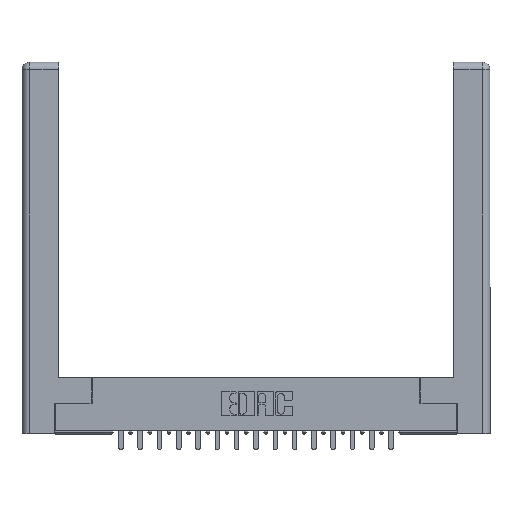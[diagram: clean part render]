
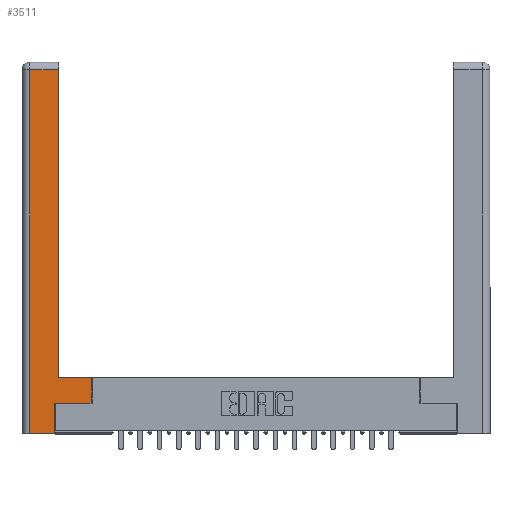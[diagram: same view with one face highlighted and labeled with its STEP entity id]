
A CAD part, top view. The second image highlights one B-rep face of the part: STEP entity #3511.
In plain terms, the highlighted planar face has unit normal (0, 0, 1).
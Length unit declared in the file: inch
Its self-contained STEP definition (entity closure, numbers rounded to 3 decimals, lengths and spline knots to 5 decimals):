
#701 = LINE ( 'NONE', #11570, #18988 ) ;
#755 = VERTEX_POINT ( 'NONE', #13095 ) ;
#1004 = EDGE_CURVE ( 'NONE', #1347, #755, #8080, .T. ) ;
#1282 = EDGE_CURVE ( 'NONE', #2617, #18500, #10905, .T. ) ;
#1310 = VECTOR ( 'NONE', #7556, 39.37008 ) ;
#1347 = VERTEX_POINT ( 'NONE', #3072 ) ;
#1354 = DIRECTION ( 'NONE',  ( -1., 0., 0. ) ) ;
#1369 = CARTESIAN_POINT ( 'NONE',  ( 0.565, 0.45, 0. ) ) ;
#1381 = VECTOR ( 'NONE', #3121, 39.37008 ) ;
#2045 = ORIENTED_EDGE ( 'NONE', *, *, #9078, .T. ) ;
#2475 = VECTOR ( 'NONE', #4239, 39.37008 ) ;
#2498 = DIRECTION ( 'NONE',  ( 0., 1., 0. ) ) ;
#2617 = VERTEX_POINT ( 'NONE', #17111 ) ;
#2780 = CARTESIAN_POINT ( 'NONE',  ( 0.265, 0.245, 0. ) ) ;
#2885 = CARTESIAN_POINT ( 'NONE',  ( 0.295, 0.45, 0. ) ) ;
#3072 = CARTESIAN_POINT ( 'NONE',  ( 0.265, 0.245, 0. ) ) ;
#3121 = DIRECTION ( 'NONE',  ( 0., 1., 0. ) ) ;
#3240 = EDGE_CURVE ( 'NONE', #15484, #11771, #701, .T. ) ;
#3511 = ADVANCED_FACE ( 'NONE', ( #11358 ), #14203, .F. ) ;
#4239 = DIRECTION ( 'NONE',  ( 1., 0., 0. ) ) ;
#4591 = EDGE_CURVE ( 'NONE', #18500, #15484, #5783, .T. ) ;
#4757 = CARTESIAN_POINT ( 'NONE',  ( 0., 0., 0. ) ) ;
#5023 = ORIENTED_EDGE ( 'NONE', *, *, #1282, .T. ) ;
#5783 = LINE ( 'NONE', #15521, #1381 ) ;
#6486 = VECTOR ( 'NONE', #19235, 39.37008 ) ;
#6596 = ORIENTED_EDGE ( 'NONE', *, *, #7841, .T. ) ;
#6643 = ORIENTED_EDGE ( 'NONE', *, *, #4591, .T. ) ;
#7556 = DIRECTION ( 'NONE',  ( 0., 1., 0. ) ) ;
#7580 = LINE ( 'NONE', #13766, #2475 ) ;
#7841 = EDGE_CURVE ( 'NONE', #755, #2617, #16694, .T. ) ;
#7966 = AXIS2_PLACEMENT_3D ( 'NONE', #4757, #17543, #10957 ) ;
#8080 = LINE ( 'NONE', #9802, #6486 ) ;
#9078 = EDGE_CURVE ( 'NONE', #17929, #10086, #7580, .T. ) ;
#9802 = CARTESIAN_POINT ( 'NONE',  ( 0.565, 0.245, 0. ) ) ;
#10086 = VERTEX_POINT ( 'NONE', #19167 ) ;
#10905 = LINE ( 'NONE', #2885, #19401 ) ;
#10957 = DIRECTION ( 'NONE',  ( -1., 0., 0. ) ) ;
#11358 = FACE_OUTER_BOUND ( 'NONE', #13045, .T. ) ;
#11570 = CARTESIAN_POINT ( 'NONE',  ( 0.0615, 2.94, 0. ) ) ;
#11771 = VERTEX_POINT ( 'NONE', #14581 ) ;
#11778 = DIRECTION ( 'NONE',  ( -1., 0., 0. ) ) ;
#12271 = CARTESIAN_POINT ( 'NONE',  ( 0.295, 2.94, 0. ) ) ;
#12693 = ORIENTED_EDGE ( 'NONE', *, *, #1004, .T. ) ;
#13045 = EDGE_LOOP ( 'NONE', ( #6643, #19762, #14342, #2045, #17348, #12693, #6596, #5023 ) ) ;
#13069 = LINE ( 'NONE', #19251, #16917 ) ;
#13095 = CARTESIAN_POINT ( 'NONE',  ( 0.565, 0.245, 0. ) ) ;
#13766 = CARTESIAN_POINT ( 'NONE',  ( 0.265, 0., 0. ) ) ;
#14203 = PLANE ( 'NONE',  #7966 ) ;
#14342 = ORIENTED_EDGE ( 'NONE', *, *, #17851, .T. ) ;
#14581 = CARTESIAN_POINT ( 'NONE',  ( 0.0615, 2.94, 0. ) ) ;
#15075 = DIRECTION ( 'NONE',  ( 0., -1., 0. ) ) ;
#15484 = VERTEX_POINT ( 'NONE', #12271 ) ;
#15521 = CARTESIAN_POINT ( 'NONE',  ( 0.295, 3., 0. ) ) ;
#16323 = EDGE_CURVE ( 'NONE', #10086, #1347, #16591, .T. ) ;
#16591 = LINE ( 'NONE', #2780, #1310 ) ;
#16694 = LINE ( 'NONE', #1369, #19293 ) ;
#16917 = VECTOR ( 'NONE', #15075, 39.37008 ) ;
#17111 = CARTESIAN_POINT ( 'NONE',  ( 0.565, 0.45, 0. ) ) ;
#17348 = ORIENTED_EDGE ( 'NONE', *, *, #16323, .T. ) ;
#17543 = DIRECTION ( 'NONE',  ( 0., 0., -1. ) ) ;
#17851 = EDGE_CURVE ( 'NONE', #11771, #17929, #13069, .T. ) ;
#17929 = VERTEX_POINT ( 'NONE', #19855 ) ;
#18500 = VERTEX_POINT ( 'NONE', #18802 ) ;
#18802 = CARTESIAN_POINT ( 'NONE',  ( 0.295, 0.45, 0. ) ) ;
#18988 = VECTOR ( 'NONE', #11778, 39.37008 ) ;
#19167 = CARTESIAN_POINT ( 'NONE',  ( 0.265, 0., 0. ) ) ;
#19235 = DIRECTION ( 'NONE',  ( 1., 0., 0. ) ) ;
#19251 = CARTESIAN_POINT ( 'NONE',  ( 0.0615, 0., 0. ) ) ;
#19293 = VECTOR ( 'NONE', #2498, 39.37008 ) ;
#19401 = VECTOR ( 'NONE', #1354, 39.37008 ) ;
#19762 = ORIENTED_EDGE ( 'NONE', *, *, #3240, .T. ) ;
#19855 = CARTESIAN_POINT ( 'NONE',  ( 0.0615, 0., 0. ) ) ;
